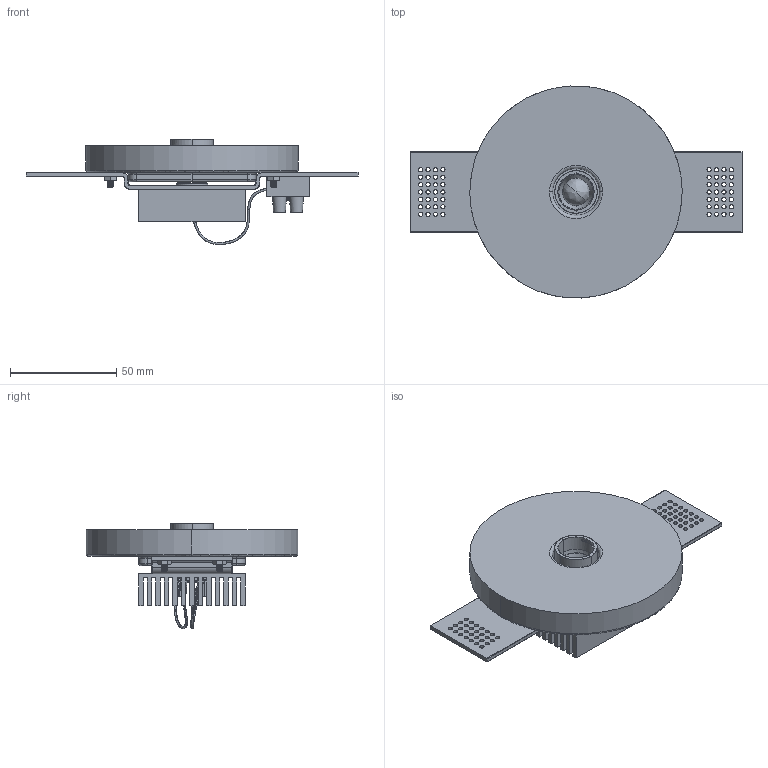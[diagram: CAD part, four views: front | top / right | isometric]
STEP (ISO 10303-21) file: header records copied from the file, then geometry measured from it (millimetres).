
FILE_DESCRIPTION(/* description */ (''),/* implementation_level */ '2;1');
FILE_NAME(/* name */ 'T464_Rhodia_Driver remoto',/* time_stamp */ '2023-10-05T11:29:05+02:00',/* author */ (''),/* organization */ (''),/* preprocessor_version */ 'ST-DEVELOPER v16.5',/* originating_system */ 'Rhino 7.32',/* authorisation */ '');
FILE_SCHEMA (('CONFIG_CONTROL_DESIGN'));
Length unit declared in the file: millimetre
Products named in the file (1): Document
Bounding box: 156.42 x 99.87 x 49.59 mm (x, y, z)
Volume: 145635.7 mm3; surface area: 67832.4 mm2
Topology: 23 solids, 23 shells, 1152 faces, 3099 edges, 2014 vertices
Faces by surface type: cylinder 627, plane 296, bspline 229
Entity records: 55072 total; most frequent: CARTESIAN_POINT 35836, ORIENTED_EDGE 6172, EDGE_CURVE 3086, VERTEX_POINT 1994, EDGE_LOOP 1322, B_SPLINE_CURVE_WITH_KNOTS 1277, ADVANCED_FACE 1152, FACE_OUTER_BOUND 1152
